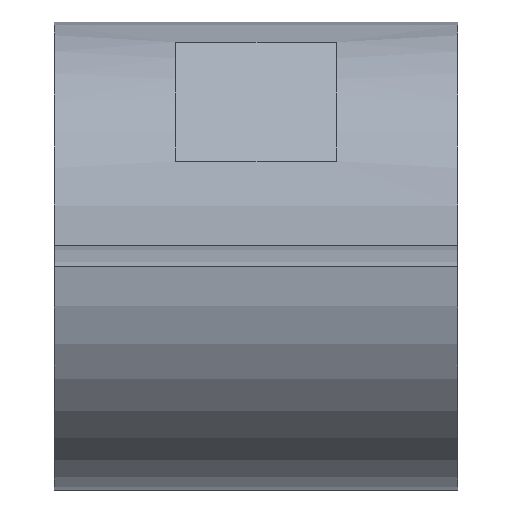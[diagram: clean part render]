
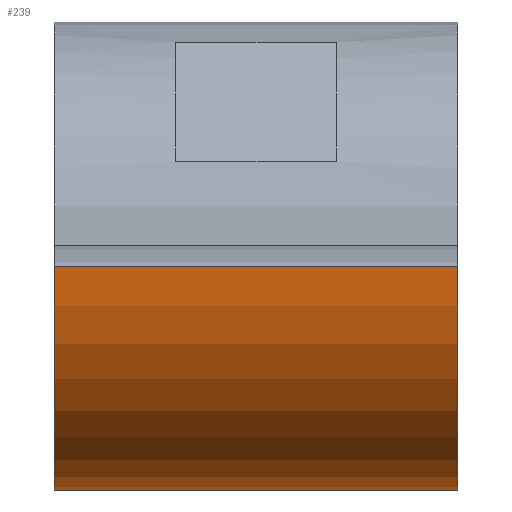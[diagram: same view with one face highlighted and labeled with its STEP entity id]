
A CAD part, left-side view. The second image highlights one B-rep face of the part: STEP entity #239.
In plain terms, the highlighted cylindrical face has radius 11.113 mm (diameter 22.225 mm), a partial arc.
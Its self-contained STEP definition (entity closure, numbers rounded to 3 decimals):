
#6 = AXIS2_PLACEMENT_3D ( 'NONE', #652, #533, #274 ) ;
#8 = VECTOR ( 'NONE', #283, 1000. ) ;
#11 = VERTEX_POINT ( 'NONE', #20 ) ;
#20 = CARTESIAN_POINT ( 'NONE',  ( -11.101, -9.589, -0.508 ) ) ;
#40 = ORIENTED_EDGE ( 'NONE', *, *, #340, .T. ) ;
#41 = ORIENTED_EDGE ( 'NONE', *, *, #437, .F. ) ;
#63 = ORIENTED_EDGE ( 'NONE', *, *, #395, .T. ) ;
#70 = ORIENTED_EDGE ( 'NONE', *, *, #367, .F. ) ;
#81 = CARTESIAN_POINT ( 'NONE',  ( 0., 9.588, 0. ) ) ;
#91 = EDGE_LOOP ( 'NONE', ( #70, #63, #40, #41 ) ) ;
#98 = CIRCLE ( 'NONE', #298, 11.112 ) ;
#124 = CYLINDRICAL_SURFACE ( 'NONE', #6, 11.112 ) ;
#145 = CARTESIAN_POINT ( 'NONE',  ( 0., 9.588, -11.112 ) ) ;
#169 = VERTEX_POINT ( 'NONE', #145 ) ;
#239 = ADVANCED_FACE ( 'NONE', ( #477 ), #124, .T. ) ;
#274 = DIRECTION ( 'NONE',  ( 0., 0., 1. ) ) ;
#275 = AXIS2_PLACEMENT_3D ( 'NONE', #317, #307, #293 ) ;
#283 = DIRECTION ( 'NONE',  ( 0., 1., 0. ) ) ;
#293 = DIRECTION ( 'NONE',  ( 0., 0., 1. ) ) ;
#298 = AXIS2_PLACEMENT_3D ( 'NONE', #81, #390, #603 ) ;
#307 = DIRECTION ( 'NONE',  ( 0., 1., 0. ) ) ;
#317 = CARTESIAN_POINT ( 'NONE',  ( 0., -9.589, 0. ) ) ;
#319 = CARTESIAN_POINT ( 'NONE',  ( -11.101, 9.588, -0.508 ) ) ;
#340 = EDGE_CURVE ( 'NONE', #11, #517, #453, .T. ) ;
#360 = CARTESIAN_POINT ( 'NONE',  ( 0., -9.589, -11.112 ) ) ;
#367 = EDGE_CURVE ( 'NONE', #648, #169, #655, .T. ) ;
#372 = DIRECTION ( 'NONE',  ( 0., 1., 0. ) ) ;
#386 = CARTESIAN_POINT ( 'NONE',  ( 0., -9.589, -11.112 ) ) ;
#390 = DIRECTION ( 'NONE',  ( 0., 1., 0. ) ) ;
#395 = EDGE_CURVE ( 'NONE', #648, #11, #620, .T. ) ;
#435 = VECTOR ( 'NONE', #372, 1000. ) ;
#437 = EDGE_CURVE ( 'NONE', #169, #517, #98, .T. ) ;
#453 = LINE ( 'NONE', #615, #8 ) ;
#477 = FACE_OUTER_BOUND ( 'NONE', #91, .T. ) ;
#517 = VERTEX_POINT ( 'NONE', #319 ) ;
#533 = DIRECTION ( 'NONE',  ( 0., 1., 0. ) ) ;
#603 = DIRECTION ( 'NONE',  ( 0., 0., 1. ) ) ;
#615 = CARTESIAN_POINT ( 'NONE',  ( -11.101, -9.589, -0.508 ) ) ;
#620 = CIRCLE ( 'NONE', #275, 11.112 ) ;
#648 = VERTEX_POINT ( 'NONE', #360 ) ;
#652 = CARTESIAN_POINT ( 'NONE',  ( 0., -9.589, 0. ) ) ;
#655 = LINE ( 'NONE', #386, #435 ) ;
